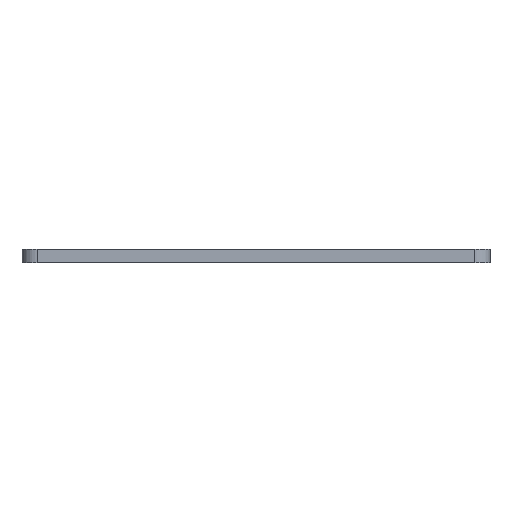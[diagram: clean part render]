
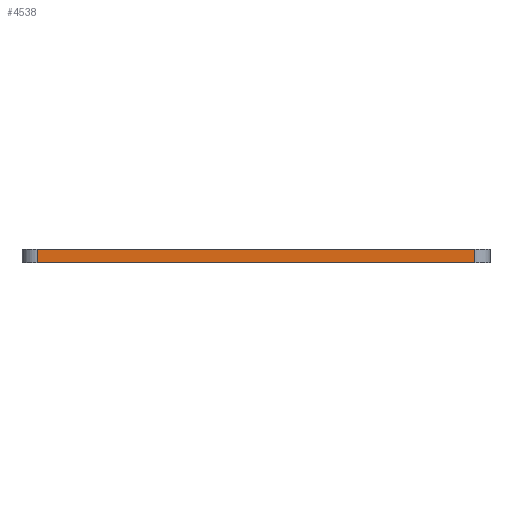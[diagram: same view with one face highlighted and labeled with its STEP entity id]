
A CAD part, left-side view. The second image highlights one B-rep face of the part: STEP entity #4538.
In plain terms, the highlighted planar face has unit normal (-1, 0, 0).
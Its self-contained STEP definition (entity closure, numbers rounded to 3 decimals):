
#83 = PLANE('',#84);
#84 = AXIS2_PLACEMENT_3D('',#85,#86,#87);
#85 = CARTESIAN_POINT('',(17.09,5.,1.6));
#86 = DIRECTION('',(-0.,-0.,-1.));
#87 = DIRECTION('',(-1.,0.,0.));
#137 = PLANE('',#138);
#138 = AXIS2_PLACEMENT_3D('',#139,#140,#141);
#139 = CARTESIAN_POINT('',(17.09,5.,0.));
#140 = DIRECTION('',(-0.,-0.,-1.));
#141 = DIRECTION('',(-1.,0.,0.));
#350 = VERTEX_POINT('',#351);
#351 = CARTESIAN_POINT('',(-25.66,-20.25,0.));
#370 = CYLINDRICAL_SURFACE('',#371,1.75);
#371 = AXIS2_PLACEMENT_3D('',#372,#373,#374);
#372 = CARTESIAN_POINT('',(-23.91,-20.25,0.));
#373 = DIRECTION('',(-0.,-0.,-1.));
#374 = DIRECTION('',(1.,0.,-0.));
#382 = EDGE_CURVE('',#350,#383,#385,.T.);
#383 = VERTEX_POINT('',#384);
#384 = CARTESIAN_POINT('',(-25.66,30.25,0.));
#385 = SURFACE_CURVE('',#386,(#390,#397),.PCURVE_S1.);
#386 = LINE('',#387,#388);
#387 = CARTESIAN_POINT('',(-25.66,-20.25,0.));
#388 = VECTOR('',#389,1.);
#389 = DIRECTION('',(0.,1.,0.));
#390 = PCURVE('',#137,#391);
#391 = DEFINITIONAL_REPRESENTATION('',(#392),#396);
#392 = LINE('',#393,#394);
#393 = CARTESIAN_POINT('',(42.75,-25.25));
#394 = VECTOR('',#395,1.);
#395 = DIRECTION('',(0.,1.));
#396 = ( GEOMETRIC_REPRESENTATION_CONTEXT(2) 
PARAMETRIC_REPRESENTATION_CONTEXT() REPRESENTATION_CONTEXT('2D SPACE',''
  ) );
#397 = PCURVE('',#398,#403);
#398 = PLANE('',#399);
#399 = AXIS2_PLACEMENT_3D('',#400,#401,#402);
#400 = CARTESIAN_POINT('',(-25.66,-20.25,0.));
#401 = DIRECTION('',(-1.,0.,0.));
#402 = DIRECTION('',(0.,1.,0.));
#403 = DEFINITIONAL_REPRESENTATION('',(#404),#408);
#404 = LINE('',#405,#406);
#405 = CARTESIAN_POINT('',(0.,0.));
#406 = VECTOR('',#407,1.);
#407 = DIRECTION('',(1.,0.));
#408 = ( GEOMETRIC_REPRESENTATION_CONTEXT(2) 
PARAMETRIC_REPRESENTATION_CONTEXT() REPRESENTATION_CONTEXT('2D SPACE',''
  ) );
#431 = CYLINDRICAL_SURFACE('',#432,1.75);
#432 = AXIS2_PLACEMENT_3D('',#433,#434,#435);
#433 = CARTESIAN_POINT('',(-23.91,30.25,0.));
#434 = DIRECTION('',(-0.,-0.,-1.));
#435 = DIRECTION('',(1.,0.,-0.));
#2565 = VERTEX_POINT('',#2566);
#2566 = CARTESIAN_POINT('',(-25.66,-20.25,1.6));
#2592 = EDGE_CURVE('',#2565,#2593,#2595,.T.);
#2593 = VERTEX_POINT('',#2594);
#2594 = CARTESIAN_POINT('',(-25.66,30.25,1.6));
#2595 = SURFACE_CURVE('',#2596,(#2600,#2607),.PCURVE_S1.);
#2596 = LINE('',#2597,#2598);
#2597 = CARTESIAN_POINT('',(-25.66,-20.25,1.6));
#2598 = VECTOR('',#2599,1.);
#2599 = DIRECTION('',(0.,1.,0.));
#2600 = PCURVE('',#83,#2601);
#2601 = DEFINITIONAL_REPRESENTATION('',(#2602),#2606);
#2602 = LINE('',#2603,#2604);
#2603 = CARTESIAN_POINT('',(42.75,-25.25));
#2604 = VECTOR('',#2605,1.);
#2605 = DIRECTION('',(0.,1.));
#2606 = ( GEOMETRIC_REPRESENTATION_CONTEXT(2) 
PARAMETRIC_REPRESENTATION_CONTEXT() REPRESENTATION_CONTEXT('2D SPACE',''
  ) );
#2607 = PCURVE('',#398,#2608);
#2608 = DEFINITIONAL_REPRESENTATION('',(#2609),#2613);
#2609 = LINE('',#2610,#2611);
#2610 = CARTESIAN_POINT('',(0.,-1.6));
#2611 = VECTOR('',#2612,1.);
#2612 = DIRECTION('',(1.,0.));
#2613 = ( GEOMETRIC_REPRESENTATION_CONTEXT(2) 
PARAMETRIC_REPRESENTATION_CONTEXT() REPRESENTATION_CONTEXT('2D SPACE',''
  ) );
#4490 = EDGE_CURVE('',#383,#2593,#4491,.T.);
#4491 = SURFACE_CURVE('',#4492,(#4496,#4503),.PCURVE_S1.);
#4492 = LINE('',#4493,#4494);
#4493 = CARTESIAN_POINT('',(-25.66,30.25,0.));
#4494 = VECTOR('',#4495,1.);
#4495 = DIRECTION('',(0.,0.,1.));
#4496 = PCURVE('',#431,#4497);
#4497 = DEFINITIONAL_REPRESENTATION('',(#4498),#4502);
#4498 = LINE('',#4499,#4500);
#4499 = CARTESIAN_POINT('',(-3.142,0.));
#4500 = VECTOR('',#4501,1.);
#4501 = DIRECTION('',(-0.,-1.));
#4502 = ( GEOMETRIC_REPRESENTATION_CONTEXT(2) 
PARAMETRIC_REPRESENTATION_CONTEXT() REPRESENTATION_CONTEXT('2D SPACE',''
  ) );
#4503 = PCURVE('',#398,#4504);
#4504 = DEFINITIONAL_REPRESENTATION('',(#4505),#4509);
#4505 = LINE('',#4506,#4507);
#4506 = CARTESIAN_POINT('',(50.5,0.));
#4507 = VECTOR('',#4508,1.);
#4508 = DIRECTION('',(0.,-1.));
#4509 = ( GEOMETRIC_REPRESENTATION_CONTEXT(2) 
PARAMETRIC_REPRESENTATION_CONTEXT() REPRESENTATION_CONTEXT('2D SPACE',''
  ) );
#4515 = EDGE_CURVE('',#350,#2565,#4516,.T.);
#4516 = SURFACE_CURVE('',#4517,(#4521,#4528),.PCURVE_S1.);
#4517 = LINE('',#4518,#4519);
#4518 = CARTESIAN_POINT('',(-25.66,-20.25,0.));
#4519 = VECTOR('',#4520,1.);
#4520 = DIRECTION('',(0.,0.,1.));
#4521 = PCURVE('',#370,#4522);
#4522 = DEFINITIONAL_REPRESENTATION('',(#4523),#4527);
#4523 = LINE('',#4524,#4525);
#4524 = CARTESIAN_POINT('',(-3.142,0.));
#4525 = VECTOR('',#4526,1.);
#4526 = DIRECTION('',(-0.,-1.));
#4527 = ( GEOMETRIC_REPRESENTATION_CONTEXT(2) 
PARAMETRIC_REPRESENTATION_CONTEXT() REPRESENTATION_CONTEXT('2D SPACE',''
  ) );
#4528 = PCURVE('',#398,#4529);
#4529 = DEFINITIONAL_REPRESENTATION('',(#4530),#4534);
#4530 = LINE('',#4531,#4532);
#4531 = CARTESIAN_POINT('',(0.,0.));
#4532 = VECTOR('',#4533,1.);
#4533 = DIRECTION('',(0.,-1.));
#4534 = ( GEOMETRIC_REPRESENTATION_CONTEXT(2) 
PARAMETRIC_REPRESENTATION_CONTEXT() REPRESENTATION_CONTEXT('2D SPACE',''
  ) );
#4538 = ADVANCED_FACE('',(#4539),#398,.T.);
#4539 = FACE_BOUND('',#4540,.T.);
#4540 = EDGE_LOOP('',(#4541,#4542,#4543,#4544));
#4541 = ORIENTED_EDGE('',*,*,#4515,.T.);
#4542 = ORIENTED_EDGE('',*,*,#2592,.T.);
#4543 = ORIENTED_EDGE('',*,*,#4490,.F.);
#4544 = ORIENTED_EDGE('',*,*,#382,.F.);
